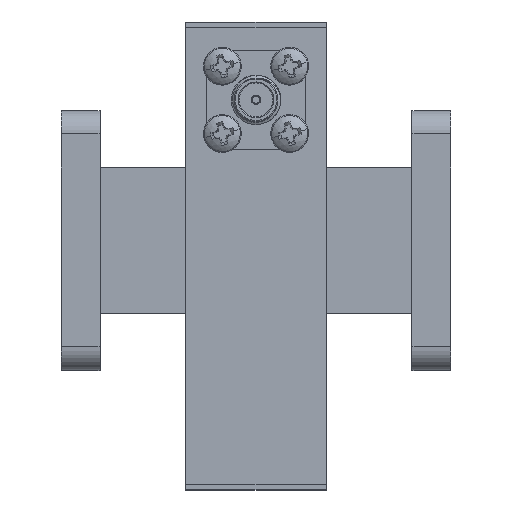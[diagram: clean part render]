
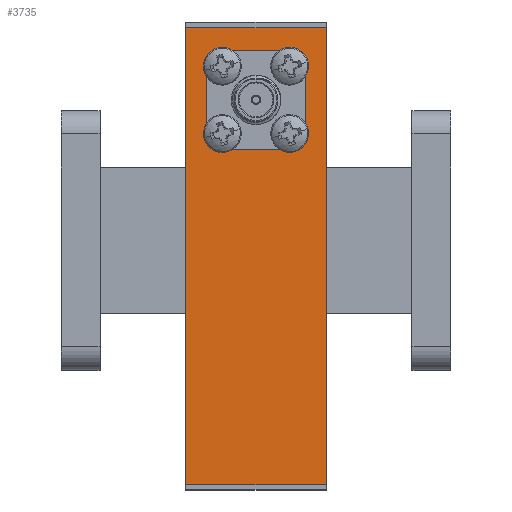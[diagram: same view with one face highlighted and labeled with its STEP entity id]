
A CAD part, top view. The second image highlights one B-rep face of the part: STEP entity #3735.
In plain terms, the highlighted planar face has unit normal (0, 0, 1).
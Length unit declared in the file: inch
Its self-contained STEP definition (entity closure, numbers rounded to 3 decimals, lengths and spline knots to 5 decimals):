
#68 = LINE ( 'NONE', #9270, #1125 ) ;
#109 = ORIENTED_EDGE ( 'NONE', *, *, #7626, .F. ) ;
#250 = CARTESIAN_POINT ( 'NONE',  ( -0.35433, 1.07448, 0.54331 ) ) ;
#257 = CARTESIAN_POINT ( 'NONE',  ( 0.35433, -1.23516, 0.54331 ) ) ;
#432 = EDGE_LOOP ( 'NONE', ( #3939, #8772, #1114, #6107, #109, #2886, #7929, #5504 ) ) ;
#449 = VECTOR ( 'NONE', #4026, 39.37008 ) ;
#468 = DIRECTION ( 'NONE',  ( 0., -1., 0. ) ) ;
#517 = EDGE_CURVE ( 'NONE', #4472, #4470, #957, .T. ) ;
#606 = AXIS2_PLACEMENT_3D ( 'NONE', #1298, #1348, #2958 ) ;
#659 = VECTOR ( 'NONE', #6360, 39.37008 ) ;
#754 = ORIENTED_EDGE ( 'NONE', *, *, #9313, .F. ) ;
#895 = VERTEX_POINT ( 'NONE', #4952 ) ;
#902 = PLANE ( 'NONE',  #7781 ) ;
#957 = LINE ( 'NONE', #5649, #8706 ) ;
#1013 = EDGE_CURVE ( 'NONE', #2963, #4647, #8846, .T. ) ;
#1114 = ORIENTED_EDGE ( 'NONE', *, *, #4532, .F. ) ;
#1125 = VECTOR ( 'NONE', #2336, 39.37008 ) ;
#1200 = CARTESIAN_POINT ( 'NONE',  ( -0.25, 0.86766, 0.54331 ) ) ;
#1298 = CARTESIAN_POINT ( 'NONE',  ( -0.159, 0.54966, 0.54331 ) ) ;
#1348 = DIRECTION ( 'NONE',  ( 0., 0., 1. ) ) ;
#1497 = DIRECTION ( 'NONE',  ( 1., 0., 0. ) ) ;
#1506 = DIRECTION ( 'NONE',  ( 0., 1., 0. ) ) ;
#1663 = DIRECTION ( 'NONE',  ( 0., 0., 1. ) ) ;
#1673 = CARTESIAN_POINT ( 'NONE',  ( -0.159, 0.95866, 0.54331 ) ) ;
#1689 = VERTEX_POINT ( 'NONE', #4918 ) ;
#1903 = CARTESIAN_POINT ( 'NONE',  ( 0.159, 0.54966, 0.54331 ) ) ;
#2071 = LINE ( 'NONE', #9807, #2301 ) ;
#2287 = DIRECTION ( 'NONE',  ( 0., 0., 1. ) ) ;
#2301 = VECTOR ( 'NONE', #468, 39.37008 ) ;
#2312 = EDGE_CURVE ( 'NONE', #4559, #4281, #5690, .T. ) ;
#2336 = DIRECTION ( 'NONE',  ( -1., 0., 0. ) ) ;
#2396 = CARTESIAN_POINT ( 'NONE',  ( 0.25, 0.86766, 0.54331 ) ) ;
#2574 = VECTOR ( 'NONE', #8422, 39.37008 ) ;
#2753 = EDGE_LOOP ( 'NONE', ( #754, #8398, #9694, #8466 ) ) ;
#2886 = ORIENTED_EDGE ( 'NONE', *, *, #5191, .F. ) ;
#2958 = DIRECTION ( 'NONE',  ( 1., 0., 0. ) ) ;
#2963 = VERTEX_POINT ( 'NONE', #2396 ) ;
#3224 = CARTESIAN_POINT ( 'NONE',  ( 0.35433, -1.25984, 0.54331 ) ) ;
#3280 = DIRECTION ( 'NONE',  ( 1., 0., 0. ) ) ;
#3430 = CARTESIAN_POINT ( 'NONE',  ( 0.159, 0.95866, 0.54331 ) ) ;
#3681 = AXIS2_PLACEMENT_3D ( 'NONE', #8002, #6521, #9621 ) ;
#3735 = ADVANCED_FACE ( 'NONE', ( #4772, #8530 ), #902, .T. ) ;
#3764 = CARTESIAN_POINT ( 'NONE',  ( -0.25, 0.54966, 0.54331 ) ) ;
#3939 = ORIENTED_EDGE ( 'NONE', *, *, #4183, .F. ) ;
#4026 = DIRECTION ( 'NONE',  ( 0., 1., 0. ) ) ;
#4183 = EDGE_CURVE ( 'NONE', #5190, #8697, #2071, .T. ) ;
#4281 = VERTEX_POINT ( 'NONE', #7685 ) ;
#4447 = VECTOR ( 'NONE', #1506, 39.37008 ) ;
#4470 = VERTEX_POINT ( 'NONE', #6917 ) ;
#4472 = VERTEX_POINT ( 'NONE', #6254 ) ;
#4532 = EDGE_CURVE ( 'NONE', #4647, #895, #9552, .T. ) ;
#4559 = VERTEX_POINT ( 'NONE', #257 ) ;
#4647 = VERTEX_POINT ( 'NONE', #3430 ) ;
#4772 = FACE_OUTER_BOUND ( 'NONE', #2753, .T. ) ;
#4918 = CARTESIAN_POINT ( 'NONE',  ( -0.35433, -1.23516, 0.54331 ) ) ;
#4952 = CARTESIAN_POINT ( 'NONE',  ( -0.159, 0.95866, 0.54331 ) ) ;
#4966 = VERTEX_POINT ( 'NONE', #250 ) ;
#5129 = LINE ( 'NONE', #5227, #2574 ) ;
#5190 = VERTEX_POINT ( 'NONE', #1200 ) ;
#5191 = EDGE_CURVE ( 'NONE', #4470, #6409, #8130, .T. ) ;
#5227 = CARTESIAN_POINT ( 'NONE',  ( -0.35433, -1.25984, 0.54331 ) ) ;
#5426 = LINE ( 'NONE', #9935, #4447 ) ;
#5504 = ORIENTED_EDGE ( 'NONE', *, *, #7568, .F. ) ;
#5649 = CARTESIAN_POINT ( 'NONE',  ( -0.159, 0.45866, 0.54331 ) ) ;
#5690 = LINE ( 'NONE', #3224, #449 ) ;
#5790 = DIRECTION ( 'NONE',  ( -1., 0., 0. ) ) ;
#6107 = ORIENTED_EDGE ( 'NONE', *, *, #1013, .F. ) ;
#6254 = CARTESIAN_POINT ( 'NONE',  ( -0.159, 0.45866, 0.54331 ) ) ;
#6360 = DIRECTION ( 'NONE',  ( -1., 0., 0. ) ) ;
#6395 = CIRCLE ( 'NONE', #8674, 0.091 ) ;
#6409 = VERTEX_POINT ( 'NONE', #8884 ) ;
#6511 = LINE ( 'NONE', #8088, #659 ) ;
#6521 = DIRECTION ( 'NONE',  ( 0., 0., 1. ) ) ;
#6540 = DIRECTION ( 'NONE',  ( 0., 0., 1. ) ) ;
#6917 = CARTESIAN_POINT ( 'NONE',  ( 0.159, 0.45866, 0.54331 ) ) ;
#6925 = EDGE_CURVE ( 'NONE', #895, #5190, #6395, .T. ) ;
#6933 = CARTESIAN_POINT ( 'NONE',  ( -0.159, 0.86766, 0.54331 ) ) ;
#6998 = AXIS2_PLACEMENT_3D ( 'NONE', #1903, #6540, #5790 ) ;
#7002 = CARTESIAN_POINT ( 'NONE',  ( -0.35433, -1.25984, 0.54331 ) ) ;
#7568 = EDGE_CURVE ( 'NONE', #8697, #4472, #8497, .T. ) ;
#7626 = EDGE_CURVE ( 'NONE', #6409, #2963, #5426, .T. ) ;
#7685 = CARTESIAN_POINT ( 'NONE',  ( 0.35433, 1.07448, 0.54331 ) ) ;
#7781 = AXIS2_PLACEMENT_3D ( 'NONE', #7002, #1663, #8436 ) ;
#7831 = DIRECTION ( 'NONE',  ( -1., 0., 0. ) ) ;
#7929 = ORIENTED_EDGE ( 'NONE', *, *, #517, .F. ) ;
#8002 = CARTESIAN_POINT ( 'NONE',  ( 0.159, 0.86766, 0.54331 ) ) ;
#8088 = CARTESIAN_POINT ( 'NONE',  ( -0.35433, 1.07448, 0.54331 ) ) ;
#8130 = CIRCLE ( 'NONE', #6998, 0.091 ) ;
#8398 = ORIENTED_EDGE ( 'NONE', *, *, #2312, .T. ) ;
#8422 = DIRECTION ( 'NONE',  ( 0., 1., 0. ) ) ;
#8436 = DIRECTION ( 'NONE',  ( 1., 0., 0. ) ) ;
#8466 = ORIENTED_EDGE ( 'NONE', *, *, #8686, .F. ) ;
#8497 = CIRCLE ( 'NONE', #606, 0.091 ) ;
#8530 = FACE_BOUND ( 'NONE', #432, .T. ) ;
#8674 = AXIS2_PLACEMENT_3D ( 'NONE', #6933, #2287, #1497 ) ;
#8686 = EDGE_CURVE ( 'NONE', #1689, #4966, #5129, .T. ) ;
#8697 = VERTEX_POINT ( 'NONE', #3764 ) ;
#8706 = VECTOR ( 'NONE', #3280, 39.37008 ) ;
#8772 = ORIENTED_EDGE ( 'NONE', *, *, #6925, .F. ) ;
#8846 = CIRCLE ( 'NONE', #3681, 0.091 ) ;
#8884 = CARTESIAN_POINT ( 'NONE',  ( 0.25, 0.54966, 0.54331 ) ) ;
#9270 = CARTESIAN_POINT ( 'NONE',  ( -0.35433, -1.23516, 0.54331 ) ) ;
#9313 = EDGE_CURVE ( 'NONE', #4559, #1689, #68, .T. ) ;
#9496 = EDGE_CURVE ( 'NONE', #4281, #4966, #6511, .T. ) ;
#9552 = LINE ( 'NONE', #1673, #9744 ) ;
#9621 = DIRECTION ( 'NONE',  ( -1., 0., 0. ) ) ;
#9694 = ORIENTED_EDGE ( 'NONE', *, *, #9496, .T. ) ;
#9744 = VECTOR ( 'NONE', #7831, 39.37008 ) ;
#9807 = CARTESIAN_POINT ( 'NONE',  ( -0.25, 0.54966, 0.54331 ) ) ;
#9935 = CARTESIAN_POINT ( 'NONE',  ( 0.25, 0.54966, 0.54331 ) ) ;
